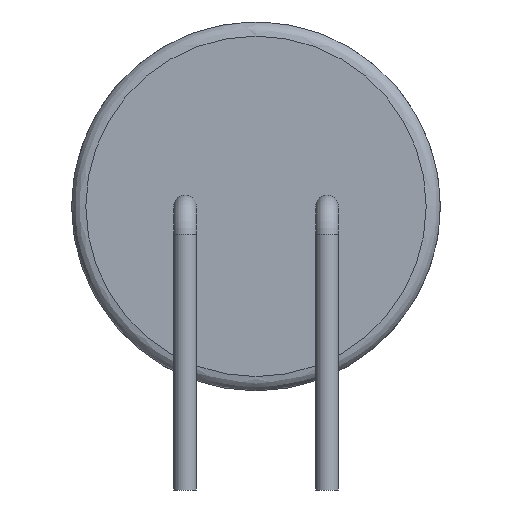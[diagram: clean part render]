
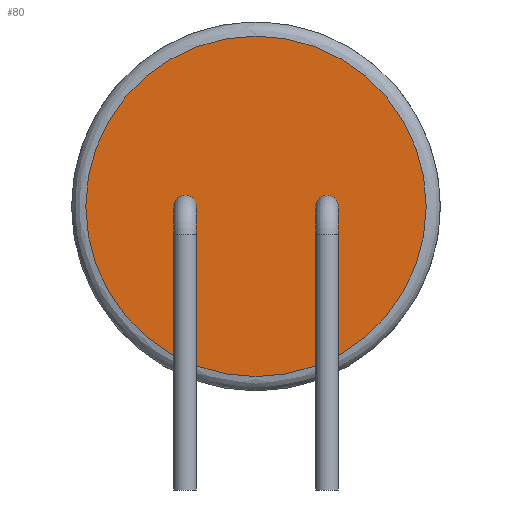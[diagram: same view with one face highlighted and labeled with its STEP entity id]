
A CAD part, left-side view. The second image highlights one B-rep face of the part: STEP entity #80.
In plain terms, the highlighted planar face has unit normal (-1, 0, 0).
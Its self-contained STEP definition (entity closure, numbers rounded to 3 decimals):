
#31 = VERTEX_POINT('',#32);
#32 = CARTESIAN_POINT('',(4.,-2.5,12.5));
#39 = EDGE_CURVE('',#31,#31,#40,.T.);
#40 = CIRCLE('',#41,6.);
#41 = AXIS2_PLACEMENT_3D('',#42,#43,#44);
#42 = CARTESIAN_POINT('',(4.,-2.5,6.5));
#43 = DIRECTION('',(1.,0.,0.));
#44 = DIRECTION('',(0.,0.,1.));
#80 = ADVANCED_FACE('',(#81,#84,#95),#106,.F.);
#81 = FACE_BOUND('',#82,.T.);
#82 = EDGE_LOOP('',(#83));
#83 = ORIENTED_EDGE('',*,*,#39,.F.);
#84 = FACE_BOUND('',#85,.T.);
#85 = EDGE_LOOP('',(#86));
#86 = ORIENTED_EDGE('',*,*,#87,.F.);
#87 = EDGE_CURVE('',#88,#88,#90,.T.);
#88 = VERTEX_POINT('',#89);
#89 = CARTESIAN_POINT('',(4.,-5.4,6.5));
#90 = CIRCLE('',#91,0.4);
#91 = AXIS2_PLACEMENT_3D('',#92,#93,#94);
#92 = CARTESIAN_POINT('',(4.,-5.,6.5));
#93 = DIRECTION('',(-1.,0.,0.));
#94 = DIRECTION('',(0.,-1.,0.));
#95 = FACE_BOUND('',#96,.T.);
#96 = EDGE_LOOP('',(#97));
#97 = ORIENTED_EDGE('',*,*,#98,.F.);
#98 = EDGE_CURVE('',#99,#99,#101,.T.);
#99 = VERTEX_POINT('',#100);
#100 = CARTESIAN_POINT('',(4.,-0.4,6.5));
#101 = CIRCLE('',#102,0.4);
#102 = AXIS2_PLACEMENT_3D('',#103,#104,#105);
#103 = CARTESIAN_POINT('',(4.,0.,6.5));
#104 = DIRECTION('',(-1.,0.,0.));
#105 = DIRECTION('',(0.,-1.,0.));
#106 = PLANE('',#107);
#107 = AXIS2_PLACEMENT_3D('',#108,#109,#110);
#108 = CARTESIAN_POINT('',(4.,-2.5,6.5));
#109 = DIRECTION('',(1.,0.,0.));
#110 = DIRECTION('',(0.,0.,1.));
